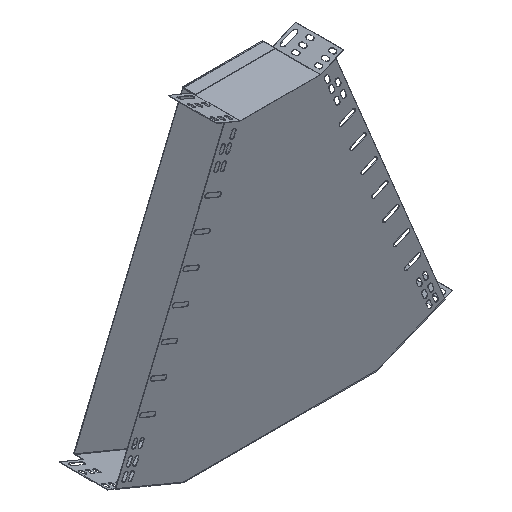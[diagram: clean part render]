
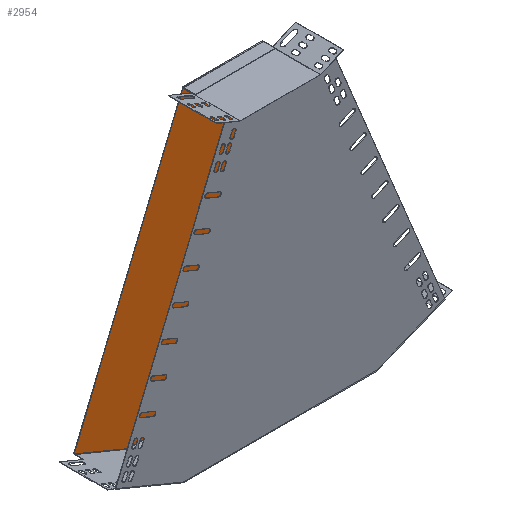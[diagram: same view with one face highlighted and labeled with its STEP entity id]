
A CAD part, isometric view. The second image highlights one B-rep face of the part: STEP entity #2954.
In plain terms, the highlighted planar face has unit normal (0, -1, 0).
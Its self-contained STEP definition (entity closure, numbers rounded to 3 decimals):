
#108 = DIRECTION ( 'NONE',  ( 0.383, 0., 0.924 ) ) ;
#114 = EDGE_CURVE ( 'NONE', #4874, #9988, #1307, .T. ) ;
#223 = DIRECTION ( 'NONE',  ( 0., 0., -1. ) ) ;
#462 = ORIENTED_EDGE ( 'NONE', *, *, #2721, .F. ) ;
#741 = DIRECTION ( 'NONE',  ( 1., 0., 0. ) ) ;
#744 = CARTESIAN_POINT ( 'NONE',  ( 196.664, 239.156, -215.659 ) ) ;
#806 = VERTEX_POINT ( 'NONE', #9701 ) ;
#902 = ORIENTED_EDGE ( 'NONE', *, *, #2481, .T. ) ;
#998 = CARTESIAN_POINT ( 'NONE',  ( 196.664, 239.156, -215.659 ) ) ;
#1081 = LINE ( 'NONE', #7845, #7434 ) ;
#1161 = VERTEX_POINT ( 'NONE', #1466 ) ;
#1307 = LINE ( 'NONE', #998, #9492 ) ;
#1448 = VECTOR ( 'NONE', #5344, 1000. ) ;
#1466 = CARTESIAN_POINT ( 'NONE',  ( -44.214, 239.156, 286.341 ) ) ;
#1474 = EDGE_LOOP ( 'NONE', ( #3724, #5171, #4785, #3588, #3509, #462, #8647, #8397, #9848, #902 ) ) ;
#1497 = EDGE_CURVE ( 'NONE', #9647, #1161, #7118, .T. ) ;
#1649 = LINE ( 'NONE', #6162, #5827 ) ;
#1900 = VECTOR ( 'NONE', #2591, 1000. ) ;
#1948 = DIRECTION ( 'NONE',  ( 0., 0., -1. ) ) ;
#2031 = VECTOR ( 'NONE', #108, 1000. ) ;
#2046 = LINE ( 'NONE', #6141, #6187 ) ;
#2481 = EDGE_CURVE ( 'NONE', #9988, #6280, #1649, .T. ) ;
#2591 = DIRECTION ( 'NONE',  ( 0.383, 0., -0.924 ) ) ;
#2721 = EDGE_CURVE ( 'NONE', #7401, #8471, #8278, .T. ) ;
#2779 = DIRECTION ( 'NONE',  ( 0., -1., 0. ) ) ;
#2861 = EDGE_CURVE ( 'NONE', #3510, #6280, #10001, .T. ) ;
#2954 = ADVANCED_FACE ( 'NONE', ( #8767 ), #5244, .T. ) ;
#2979 = CARTESIAN_POINT ( 'NONE',  ( 196.664, 239.156, -214.659 ) ) ;
#3428 = CARTESIAN_POINT ( 'NONE',  ( 97.208, 239.156, 285.341 ) ) ;
#3509 = ORIENTED_EDGE ( 'NONE', *, *, #9124, .T. ) ;
#3510 = VERTEX_POINT ( 'NONE', #5912 ) ;
#3588 = ORIENTED_EDGE ( 'NONE', *, *, #1497, .T. ) ;
#3724 = ORIENTED_EDGE ( 'NONE', *, *, #2861, .F. ) ;
#3763 = LINE ( 'NONE', #7696, #1448 ) ;
#3952 = VECTOR ( 'NONE', #223, 1000. ) ;
#4348 = CARTESIAN_POINT ( 'NONE',  ( -44.214, 239.156, 285.341 ) ) ;
#4785 = ORIENTED_EDGE ( 'NONE', *, *, #6067, .F. ) ;
#4858 = CARTESIAN_POINT ( 'NONE',  ( -44.214, 239.156, 285.341 ) ) ;
#4874 = VERTEX_POINT ( 'NONE', #9997 ) ;
#5152 = DIRECTION ( 'NONE',  ( -1., 0., 0. ) ) ;
#5171 = ORIENTED_EDGE ( 'NONE', *, *, #5764, .F. ) ;
#5244 = PLANE ( 'NONE',  #8661 ) ;
#5344 = DIRECTION ( 'NONE',  ( 0., 0., 1. ) ) ;
#5380 = EDGE_CURVE ( 'NONE', #8582, #7401, #1081, .T. ) ;
#5422 = CARTESIAN_POINT ( 'NONE',  ( 288.549, 239.156, -176.598 ) ) ;
#5744 = CARTESIAN_POINT ( 'NONE',  ( -143.67, 239.156, -214.659 ) ) ;
#5764 = EDGE_CURVE ( 'NONE', #806, #3510, #8414, .T. ) ;
#5827 = VECTOR ( 'NONE', #8542, 1000. ) ;
#5912 = CARTESIAN_POINT ( 'NONE',  ( 288.549, 239.156, -176.598 ) ) ;
#6053 = LINE ( 'NONE', #9179, #3952 ) ;
#6067 = EDGE_CURVE ( 'NONE', #9647, #806, #2046, .T. ) ;
#6141 = CARTESIAN_POINT ( 'NONE',  ( 97.208, 239.156, 286.341 ) ) ;
#6162 = CARTESIAN_POINT ( 'NONE',  ( 196.664, 239.156, -215.659 ) ) ;
#6187 = VECTOR ( 'NONE', #1948, 1000. ) ;
#6280 = VERTEX_POINT ( 'NONE', #2979 ) ;
#6733 = CARTESIAN_POINT ( 'NONE',  ( 97.208, 239.156, 286.341 ) ) ;
#6967 = EDGE_CURVE ( 'NONE', #4874, #8582, #3763, .T. ) ;
#7118 = LINE ( 'NONE', #9109, #7844 ) ;
#7401 = VERTEX_POINT ( 'NONE', #8345 ) ;
#7434 = VECTOR ( 'NONE', #9435, 1000. ) ;
#7655 = VECTOR ( 'NONE', #7806, 1000. ) ;
#7696 = CARTESIAN_POINT ( 'NONE',  ( -143.67, 239.156, -215.659 ) ) ;
#7806 = DIRECTION ( 'NONE',  ( -0.924, 0., -0.383 ) ) ;
#7844 = VECTOR ( 'NONE', #5152, 1000. ) ;
#7845 = CARTESIAN_POINT ( 'NONE',  ( -235.555, 239.156, -176.598 ) ) ;
#8278 = LINE ( 'NONE', #4348, #2031 ) ;
#8345 = CARTESIAN_POINT ( 'NONE',  ( -235.555, 239.156, -176.598 ) ) ;
#8397 = ORIENTED_EDGE ( 'NONE', *, *, #6967, .F. ) ;
#8414 = LINE ( 'NONE', #3428, #1900 ) ;
#8432 = DIRECTION ( 'NONE',  ( 0., 0., -1. ) ) ;
#8471 = VERTEX_POINT ( 'NONE', #4858 ) ;
#8542 = DIRECTION ( 'NONE',  ( 0., 0., 1. ) ) ;
#8582 = VERTEX_POINT ( 'NONE', #5744 ) ;
#8647 = ORIENTED_EDGE ( 'NONE', *, *, #5380, .F. ) ;
#8661 = AXIS2_PLACEMENT_3D ( 'NONE', #9176, #2779, #8432 ) ;
#8767 = FACE_OUTER_BOUND ( 'NONE', #1474, .T. ) ;
#9109 = CARTESIAN_POINT ( 'NONE',  ( -44.214, 239.156, 286.341 ) ) ;
#9124 = EDGE_CURVE ( 'NONE', #1161, #8471, #6053, .T. ) ;
#9176 = CARTESIAN_POINT ( 'NONE',  ( 288.549, 239.156, -176.598 ) ) ;
#9179 = CARTESIAN_POINT ( 'NONE',  ( -44.214, 239.156, 286.341 ) ) ;
#9435 = DIRECTION ( 'NONE',  ( -0.924, 0., 0.383 ) ) ;
#9492 = VECTOR ( 'NONE', #741, 1000. ) ;
#9647 = VERTEX_POINT ( 'NONE', #6733 ) ;
#9701 = CARTESIAN_POINT ( 'NONE',  ( 97.208, 239.156, 285.341 ) ) ;
#9848 = ORIENTED_EDGE ( 'NONE', *, *, #114, .T. ) ;
#9988 = VERTEX_POINT ( 'NONE', #744 ) ;
#9997 = CARTESIAN_POINT ( 'NONE',  ( -143.67, 239.156, -215.659 ) ) ;
#10001 = LINE ( 'NONE', #5422, #7655 ) ;
